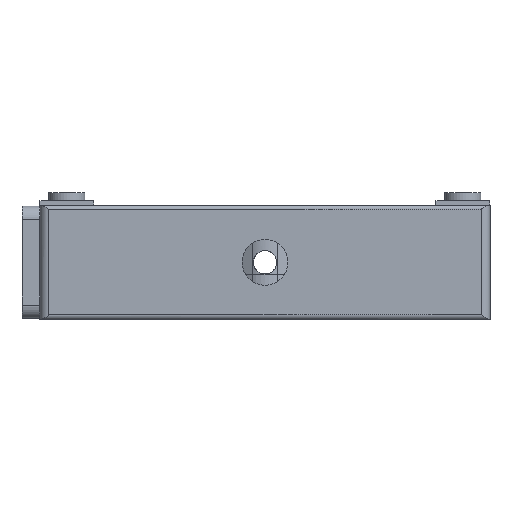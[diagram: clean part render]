
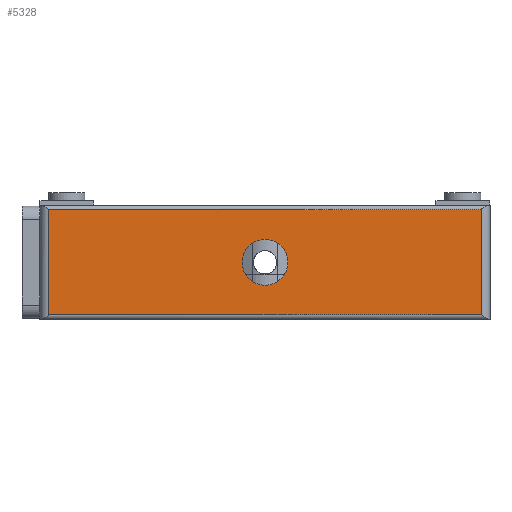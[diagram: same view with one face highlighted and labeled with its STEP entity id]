
A CAD part, front view. The second image highlights one B-rep face of the part: STEP entity #5328.
In plain terms, the highlighted planar face has unit normal (0, -1, 0).
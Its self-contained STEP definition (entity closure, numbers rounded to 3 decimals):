
#19 = VECTOR ( 'NONE', #4598, 1000. ) ;
#69 = VECTOR ( 'NONE', #4650, 1000. ) ;
#70 = LINE ( 'NONE', #4649, #69 ) ;
#122 = LINE ( 'NONE', #4594, #125 ) ;
#123 = CIRCLE ( 'NONE', #5472, 2.553 ) ;
#125 = VECTOR ( 'NONE', #4589, 1000. ) ;
#157 = LINE ( 'NONE', #4607, #162 ) ;
#162 = VECTOR ( 'NONE', #4602, 1000. ) ;
#163 = LINE ( 'NONE', #4611, #19 ) ;
#246 = FACE_OUTER_BOUND ( 'NONE', #1629, .T. ) ;
#252 = FACE_BOUND ( 'NONE', #1634, .T. ) ;
#770 = ORIENTED_EDGE ( 'NONE', *, *, #5036, .T. ) ;
#771 = ORIENTED_EDGE ( 'NONE', *, *, #5023, .F. ) ;
#772 = ORIENTED_EDGE ( 'NONE', *, *, #5030, .T. ) ;
#773 = ORIENTED_EDGE ( 'NONE', *, *, #5028, .T. ) ;
#774 = ORIENTED_EDGE ( 'NONE', *, *, #5024, .F. ) ;
#1124 = VERTEX_POINT ( 'NONE', #5681 ) ;
#1127 = VERTEX_POINT ( 'NONE', #5685 ) ;
#1159 = VERTEX_POINT ( 'NONE', #3198 ) ;
#1199 = VERTEX_POINT ( 'NONE', #3189 ) ;
#1629 = EDGE_LOOP ( 'NONE', ( #773, #772, #771, #770 ) ) ;
#1634 = EDGE_LOOP ( 'NONE', ( #774 ) ) ;
#3189 = CARTESIAN_POINT ( 'NONE',  ( 2.5, -37.751, 0.5 ) ) ;
#3198 = CARTESIAN_POINT ( 'NONE',  ( -45.5, -37.751, 0.5 ) ) ;
#3712 = CARTESIAN_POINT ( 'NONE',  ( -21.5, -37.751, 3.797 ) ) ;
#4112 = CARTESIAN_POINT ( 'NONE',  ( -23.427, -37.751, 12.7 ) ) ;
#4115 = PLANE ( 'NONE',  #5510 ) ;
#4117 = DIRECTION ( 'NONE',  ( 0., 1., 0. ) ) ;
#4118 = DIRECTION ( 'NONE',  ( -1., 0., 0. ) ) ;
#4589 = DIRECTION ( 'NONE',  ( 0., 0., -1. ) ) ;
#4594 = CARTESIAN_POINT ( 'NONE',  ( 2.5, -37.751, 12.7 ) ) ;
#4598 = DIRECTION ( 'NONE',  ( 1., 0., 0. ) ) ;
#4599 = CARTESIAN_POINT ( 'NONE',  ( -21.5, -37.751, 6.35 ) ) ;
#4600 = DIRECTION ( 'NONE',  ( 0., -1., 0. ) ) ;
#4601 = DIRECTION ( 'NONE',  ( 0., 0., -1. ) ) ;
#4602 = DIRECTION ( 'NONE',  ( 0., 0., -1. ) ) ;
#4607 = CARTESIAN_POINT ( 'NONE',  ( -45.5, -37.751, 12.7 ) ) ;
#4611 = CARTESIAN_POINT ( 'NONE',  ( -23.427, -37.751, 0.5 ) ) ;
#4649 = CARTESIAN_POINT ( 'NONE',  ( -45.5, -37.751, 12.2 ) ) ;
#4650 = DIRECTION ( 'NONE',  ( -1., 0., 0. ) ) ;
#5023 = EDGE_CURVE ( 'NONE', #1127, #1199, #122, .T. ) ;
#5024 = EDGE_CURVE ( 'NONE', #5725, #5725, #123, .T. ) ;
#5028 = EDGE_CURVE ( 'NONE', #1124, #1159, #157, .T. ) ;
#5030 = EDGE_CURVE ( 'NONE', #1159, #1199, #163, .T. ) ;
#5036 = EDGE_CURVE ( 'NONE', #1127, #1124, #70, .T. ) ;
#5328 = ADVANCED_FACE ( 'NONE', ( #252, #246 ), #4115, .F. ) ;
#5472 = AXIS2_PLACEMENT_3D ( 'NONE', #4599, #4600, #4601 ) ;
#5510 = AXIS2_PLACEMENT_3D ( 'NONE', #4112, #4117, #4118 ) ;
#5681 = CARTESIAN_POINT ( 'NONE',  ( -45.5, -37.751, 12.2 ) ) ;
#5685 = CARTESIAN_POINT ( 'NONE',  ( 2.5, -37.751, 12.2 ) ) ;
#5725 = VERTEX_POINT ( 'NONE', #3712 ) ;
